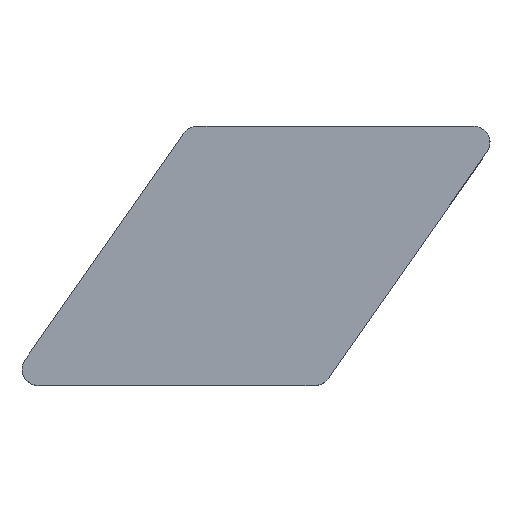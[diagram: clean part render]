
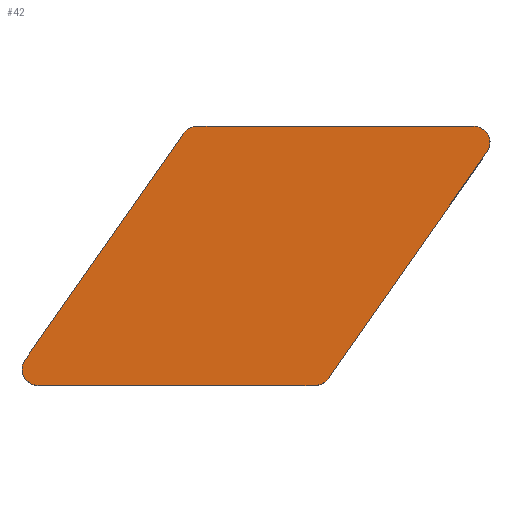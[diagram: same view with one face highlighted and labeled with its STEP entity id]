
A CAD part, top view. The second image highlights one B-rep face of the part: STEP entity #42.
In plain terms, the highlighted planar face has unit normal (0, 0, 1).
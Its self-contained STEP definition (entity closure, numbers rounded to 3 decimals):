
#42=ADVANCED_FACE('',(#58),#52,.T.);
#52=PLANE('',#244);
#58=FACE_OUTER_BOUND('',#68,.T.);
#68=EDGE_LOOP('',(#105,#106,#107,#108,#109,#110,#111,#112));
#77=CIRCLE('',#240,0.794);
#78=CIRCLE('',#241,0.794);
#79=CIRCLE('',#242,0.794);
#80=CIRCLE('',#243,0.794);
#105=ORIENTED_EDGE('',*,*,#163,.T.);
#106=ORIENTED_EDGE('',*,*,#165,.T.);
#107=ORIENTED_EDGE('',*,*,#153,.T.);
#108=ORIENTED_EDGE('',*,*,#166,.T.);
#109=ORIENTED_EDGE('',*,*,#157,.T.);
#110=ORIENTED_EDGE('',*,*,#167,.T.);
#111=ORIENTED_EDGE('',*,*,#160,.T.);
#112=ORIENTED_EDGE('',*,*,#168,.T.);
#137=VERTEX_POINT('',#396);
#138=VERTEX_POINT('',#397);
#139=VERTEX_POINT('',#402);
#140=VERTEX_POINT('',#404);
#141=VERTEX_POINT('',#408);
#142=VERTEX_POINT('',#410);
#143=VERTEX_POINT('',#414);
#144=VERTEX_POINT('',#416);
#153=EDGE_CURVE('',#137,#138,#173,.T.);
#157=EDGE_CURVE('',#140,#139,#177,.T.);
#160=EDGE_CURVE('',#142,#141,#180,.T.);
#163=EDGE_CURVE('',#144,#143,#183,.T.);
#165=EDGE_CURVE('',#143,#137,#77,.T.);
#166=EDGE_CURVE('',#138,#140,#78,.T.);
#167=EDGE_CURVE('',#139,#142,#79,.T.);
#168=EDGE_CURVE('',#141,#144,#80,.T.);
#173=LINE('',#395,#189);
#177=LINE('',#403,#193);
#180=LINE('',#409,#196);
#183=LINE('',#415,#199);
#189=VECTOR('',#269,1.0);
#193=VECTOR('',#275,1.0);
#196=VECTOR('',#280,1.0);
#199=VECTOR('',#285,1.0);
#240=AXIS2_PLACEMENT_3D('',#419,#289,#290);
#241=AXIS2_PLACEMENT_3D('',#420,#291,#292);
#242=AXIS2_PLACEMENT_3D('',#421,#293,#294);
#243=AXIS2_PLACEMENT_3D('',#422,#295,#296);
#244=AXIS2_PLACEMENT_3D('',#423,#297,#298);
#269=DIRECTION('',(-1.0,0.,0.));
#275=DIRECTION('',(-0.574,-0.819,0.));
#280=DIRECTION('',(1.0,0.,0.));
#285=DIRECTION('',(0.574,0.819,0.));
#289=DIRECTION('',(0.,0.,1.0));
#290=DIRECTION('',(-0.462,0.887,0.));
#291=DIRECTION('',(0.,0.,1.0));
#292=DIRECTION('',(-0.462,0.887,0.));
#293=DIRECTION('',(0.,0.,1.0));
#294=DIRECTION('',(-0.462,0.887,0.));
#295=DIRECTION('',(0.,0.,1.0));
#296=DIRECTION('',(-0.462,0.887,0.));
#297=DIRECTION('',(0.,0.,1.0));
#298=DIRECTION('',(-0.462,0.887,0.));
#395=CARTESIAN_POINT('',(12.198,12.7,0.));
#396=CARTESIAN_POINT('',(22.872,12.7,0.));
#397=CARTESIAN_POINT('',(9.306,12.7,0.));
#402=CARTESIAN_POINT('',(0.875,1.249,0.));
#403=CARTESIAN_POINT('',(6.997,9.992,0.));
#404=CARTESIAN_POINT('',(8.656,12.362,0.));
#408=CARTESIAN_POINT('',(15.091,0.,0.));
#409=CARTESIAN_POINT('',(12.198,0.,0.));
#410=CARTESIAN_POINT('',(1.525,0.,0.));
#414=CARTESIAN_POINT('',(23.522,11.451,0.));
#415=CARTESIAN_POINT('',(17.4,2.708,0.));
#416=CARTESIAN_POINT('',(15.741,0.338,0.));
#419=CARTESIAN_POINT('',(22.872,11.906,0.));
#420=CARTESIAN_POINT('',(9.306,11.906,0.));
#421=CARTESIAN_POINT('',(1.525,0.794,0.));
#422=CARTESIAN_POINT('',(15.091,0.794,0.));
#423=CARTESIAN_POINT('',(12.198,6.35,0.));
